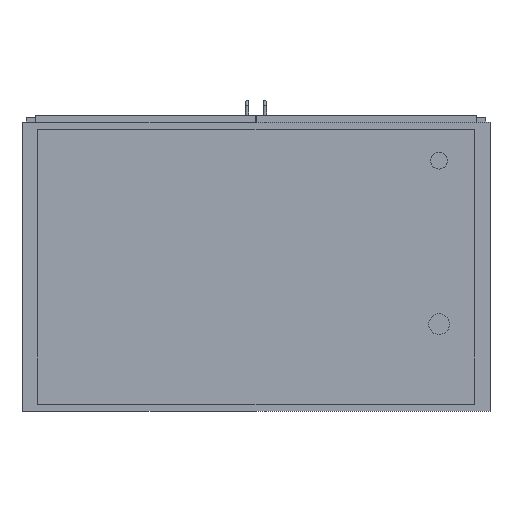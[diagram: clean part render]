
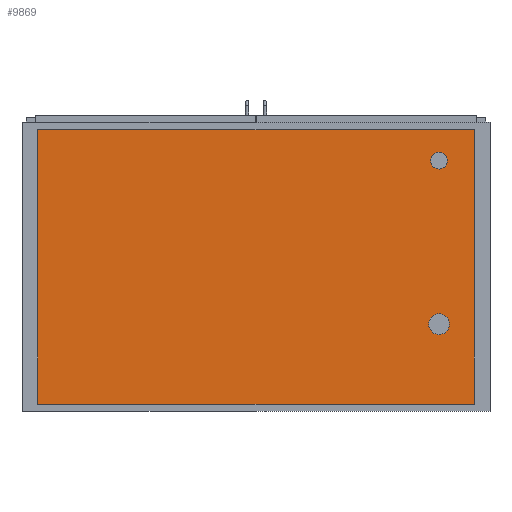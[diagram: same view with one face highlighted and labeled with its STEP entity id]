
A CAD part, front view. The second image highlights one B-rep face of the part: STEP entity #9869.
In plain terms, the highlighted planar face has unit normal (0, -1, 0).
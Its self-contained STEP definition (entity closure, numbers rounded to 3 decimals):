
#157=FACE_BOUND('',#1043,.T.);
#158=FACE_BOUND('',#1044,.T.);
#177=CIRCLE('',#10543,20.);
#179=CIRCLE('',#10547,25.);
#429=FACE_OUTER_BOUND('',#1042,.T.);
#1042=EDGE_LOOP('',(#6621,#6622,#6623,#6624));
#1043=EDGE_LOOP('',(#6625));
#1044=EDGE_LOOP('',(#6626));
#1698=LINE('',#14220,#2950);
#1700=LINE('',#14224,#2952);
#1702=LINE('',#14228,#2954);
#1704=LINE('',#14231,#2956);
#2950=VECTOR('',#11415,10.);
#2952=VECTOR('',#11419,10.);
#2954=VECTOR('',#11423,10.);
#2956=VECTOR('',#11427,10.);
#4164=VERTEX_POINT('',#14146);
#4166=VERTEX_POINT('',#14153);
#4187=VERTEX_POINT('',#14217);
#4188=VERTEX_POINT('',#14219);
#4189=VERTEX_POINT('',#14223);
#4190=VERTEX_POINT('',#14227);
#5109=EDGE_CURVE('',#4164,#4164,#177,.T.);
#5112=EDGE_CURVE('',#4166,#4166,#179,.T.);
#5142=EDGE_CURVE('',#4188,#4187,#1698,.T.);
#5144=EDGE_CURVE('',#4189,#4188,#1700,.T.);
#5146=EDGE_CURVE('',#4190,#4189,#1702,.T.);
#5148=EDGE_CURVE('',#4187,#4190,#1704,.T.);
#6621=ORIENTED_EDGE('',*,*,#5148,.T.);
#6622=ORIENTED_EDGE('',*,*,#5146,.T.);
#6623=ORIENTED_EDGE('',*,*,#5144,.T.);
#6624=ORIENTED_EDGE('',*,*,#5142,.T.);
#6625=ORIENTED_EDGE('',*,*,#5109,.T.);
#6626=ORIENTED_EDGE('',*,*,#5112,.T.);
#9344=PLANE('',#10564);
#9869=ADVANCED_FACE('',(#429,#157,#158),#9344,.T.);
#10543=AXIS2_PLACEMENT_3D('',#14148,#11349,#11350);
#10547=AXIS2_PLACEMENT_3D('',#14155,#11358,#11359);
#10564=AXIS2_PLACEMENT_3D('',#14232,#11428,#11429);
#11349=DIRECTION('center_axis',(0.,1.,0.));
#11350=DIRECTION('ref_axis',(1.,0.,0.));
#11358=DIRECTION('center_axis',(0.,1.,0.));
#11359=DIRECTION('ref_axis',(1.,0.,0.));
#11415=DIRECTION('',(-1.,0.,0.));
#11419=DIRECTION('',(0.,0.,1.));
#11423=DIRECTION('',(1.,0.,0.));
#11427=DIRECTION('',(0.,0.,-1.));
#11428=DIRECTION('center_axis',(0.,-1.,0.));
#11429=DIRECTION('ref_axis',(0.,0.,-1.));
#14146=CARTESIAN_POINT('',(420.,-370.,255.));
#14148=CARTESIAN_POINT('Origin',(440.,-370.,255.));
#14153=CARTESIAN_POINT('',(415.,-370.,-138.));
#14155=CARTESIAN_POINT('Origin',(440.,-370.,-138.));
#14217=CARTESIAN_POINT('',(-525.,-370.,330.));
#14219=CARTESIAN_POINT('',(525.,-370.,330.));
#14220=CARTESIAN_POINT('',(-525.,-370.,330.));
#14223=CARTESIAN_POINT('',(525.,-370.,-330.));
#14224=CARTESIAN_POINT('',(525.,-370.,330.));
#14227=CARTESIAN_POINT('',(-525.,-370.,-330.));
#14228=CARTESIAN_POINT('',(525.,-370.,-330.));
#14231=CARTESIAN_POINT('',(-525.,-370.,-330.));
#14232=CARTESIAN_POINT('Origin',(0.,-370.,0.));
